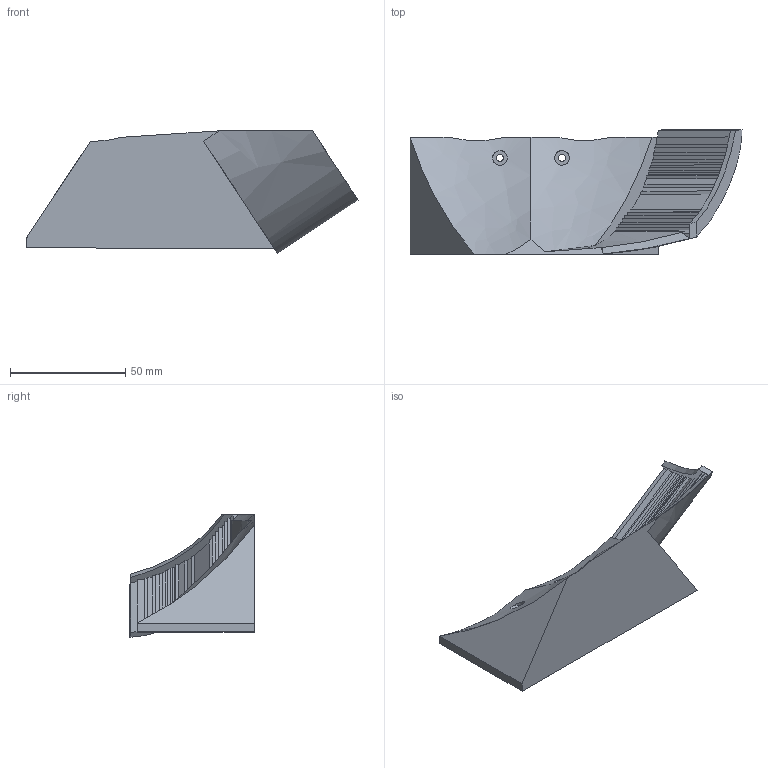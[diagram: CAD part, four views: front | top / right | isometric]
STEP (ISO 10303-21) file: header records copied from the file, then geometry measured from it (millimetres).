
FILE_DESCRIPTION(/* description */ (''),/* implementation_level */ '2;1');
FILE_NAME(/* name */ 'plow2.stp',/* time_stamp */ '2014-01-30T15:03:18-08:00',/* author */ ('tviehouser'),/* organization */ (''),/* preprocessor_version */ 'ST-DEVELOPER v15.2',/* originating_system */ 'Autodesk Inventor 2014',/* authorisation */ '');
FILE_SCHEMA (('AUTOMOTIVE_DESIGN { 1 0 10303 214 3 1 1 }'));
Length unit declared in the file: inch
Products named in the file (1): plow2
Bounding box: 143.97 x 53.93 x 53.04 mm (x, y, z)
Volume: 103153.1 mm3; surface area: 24936.7 mm2
Topology: 1 solids, 5 shells, 104 faces, 294 edges, 222 vertices
Faces by surface type: plane 82, bspline 16, cylinder 6
Full cylindrical faces by diameter (mm): 3.048 x2
Entity records: 4243 total; most frequent: CARTESIAN_POINT 1744, ORIENTED_EDGE 542, DIRECTION 416, EDGE_CURVE 271, LINE 202, VECTOR 202, VERTEX_POINT 181, EDGE_LOOP 112
